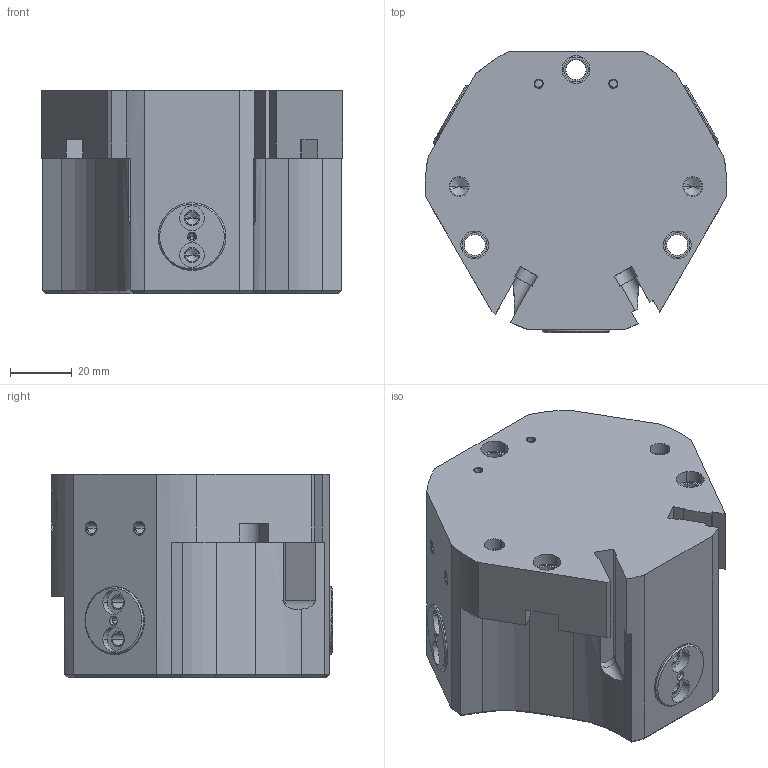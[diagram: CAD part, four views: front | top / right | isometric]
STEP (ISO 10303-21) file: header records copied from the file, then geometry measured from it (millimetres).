
FILE_DESCRIPTION((''),'2;1');
FILE_NAME('OPH98-3_CATALOGO_ASM','2011-03-11T',('DARIO'),(''),'PRO/ENGINEER BY PARAMETRIC TECHNOLOGY CORPORATION, 2010180','PRO/ENGINEER BY PARAMETRIC TECHNOLOGY CORPORATION, 2010180','');
FILE_SCHEMA(('CONFIG_CONTROL_DESIGN'));
Length unit declared in the file: millimetre
Products named in the file (3): CORPO_CATALOGO_OPH98-3; GRIFFA_CATALOGO_OPH88; OPH98-3_CATALOGO_ASM
Assembly tree (4 placements, depth 2):
  OPH98-3_CATALOGO_ASM
    CORPO_CATALOGO_OPH98-3
    GRIFFA_CATALOGO_OPH88  x3
Bounding box: 97.99 x 91.5 x 66 mm (x, y, z)
Volume: 376102.5 mm3; surface area: 63666.7 mm2
Topology: 4 solids, 21 shells, 312 faces, 772 edges, 480 vertices
Faces by surface type: cylinder 143, plane 101, cone 68
Entity records: 7720 total; most frequent: CARTESIAN_POINT 1613, DIRECTION 1332, ORIENTED_EDGE 1164, EDGE_CURVE 606, AXIS2_PLACEMENT_3D 518, VERTEX_POINT 394, VECTOR 296, LINE 296
